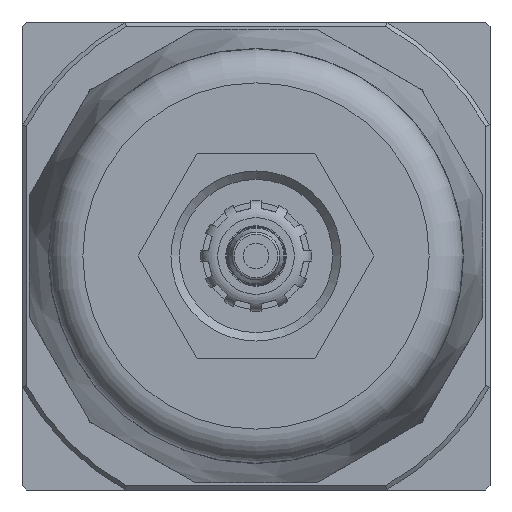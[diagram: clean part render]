
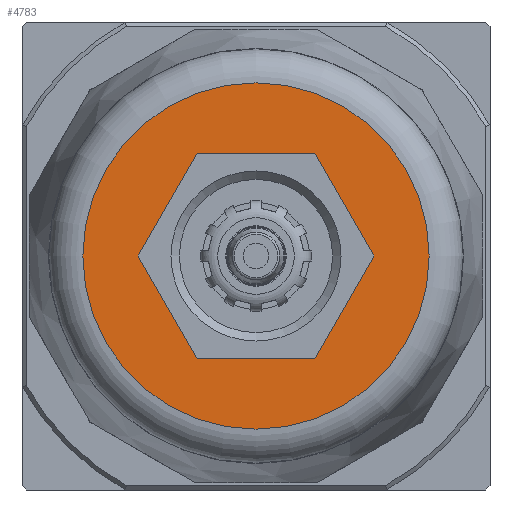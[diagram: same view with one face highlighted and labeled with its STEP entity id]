
A CAD part, front view. The second image highlights one B-rep face of the part: STEP entity #4783.
In plain terms, the highlighted planar face has unit normal (0, -1, 0).
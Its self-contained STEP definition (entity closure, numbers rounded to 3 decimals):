
#146=LINE('',#6933,#412);
#147=LINE('',#6936,#413);
#148=LINE('',#6938,#414);
#149=LINE('',#6940,#415);
#150=LINE('',#6942,#416);
#151=LINE('',#6944,#417);
#412=VECTOR('',#5514,1000.);
#413=VECTOR('',#5515,1000.);
#414=VECTOR('',#5516,1000.);
#415=VECTOR('',#5517,1000.);
#416=VECTOR('',#5518,1000.);
#417=VECTOR('',#5519,1000.);
#652=PLANE('',#5036);
#1065=ORIENTED_EDGE('',*,*,#2098,.T.);
#1066=ORIENTED_EDGE('',*,*,#2099,.T.);
#1067=ORIENTED_EDGE('',*,*,#2100,.T.);
#1068=ORIENTED_EDGE('',*,*,#2101,.T.);
#1069=ORIENTED_EDGE('',*,*,#2102,.T.);
#1070=ORIENTED_EDGE('',*,*,#2103,.T.);
#1071=ORIENTED_EDGE('',*,*,#2104,.T.);
#2098=EDGE_CURVE('',#2615,#2615,#2918,.T.);
#2099=EDGE_CURVE('',#2616,#2617,#146,.T.);
#2100=EDGE_CURVE('',#2617,#2618,#147,.T.);
#2101=EDGE_CURVE('',#2618,#2619,#148,.T.);
#2102=EDGE_CURVE('',#2619,#2620,#149,.T.);
#2103=EDGE_CURVE('',#2620,#2621,#150,.T.);
#2104=EDGE_CURVE('',#2621,#2616,#151,.T.);
#2615=VERTEX_POINT('',#6931);
#2616=VERTEX_POINT('',#6934);
#2617=VERTEX_POINT('',#6935);
#2618=VERTEX_POINT('',#6937);
#2619=VERTEX_POINT('',#6939);
#2620=VERTEX_POINT('',#6941);
#2621=VERTEX_POINT('',#6943);
#2918=CIRCLE('',#5035,20.35);
#3099=EDGE_LOOP('',(#1065));
#3100=EDGE_LOOP('',(#1066,#1067,#1068,#1069,#1070,#1071));
#3379=FACE_BOUND('',#3099,.T.);
#3380=FACE_BOUND('',#3100,.T.);
#4783=ADVANCED_FACE('',(#3379,#3380),#652,.F.);
#5035=AXIS2_PLACEMENT_3D('',#6930,#5510,#5511);
#5036=AXIS2_PLACEMENT_3D('',#6932,#5512,#5513);
#5510=DIRECTION('',(0.,-1.,0.));
#5511=DIRECTION('',(0.,0.,-1.));
#5512=DIRECTION('',(0.,1.,0.));
#5513=DIRECTION('',(0.,0.,1.));
#5514=DIRECTION('',(0.,0.,1.));
#5515=DIRECTION('',(0.866,0.,0.5));
#5516=DIRECTION('',(0.866,0.,-0.5));
#5517=DIRECTION('',(0.,0.,-1.));
#5518=DIRECTION('',(-0.866,0.,-0.5));
#5519=DIRECTION('',(-0.866,0.,0.5));
#6930=CARTESIAN_POINT('',(0.,-145.7,0.));
#6931=CARTESIAN_POINT('',(0.,-145.7,-20.35));
#6932=CARTESIAN_POINT('',(20.35,-145.7,0.));
#6933=CARTESIAN_POINT('',(-12.,-145.7,-6.928));
#6934=CARTESIAN_POINT('',(-12.,-145.7,-6.928));
#6935=CARTESIAN_POINT('',(-12.,-145.7,6.928));
#6936=CARTESIAN_POINT('',(-12.,-145.7,6.928));
#6937=CARTESIAN_POINT('',(0.,-145.7,13.856));
#6938=CARTESIAN_POINT('',(0.,-145.7,13.856));
#6939=CARTESIAN_POINT('',(12.,-145.7,6.928));
#6940=CARTESIAN_POINT('',(12.,-145.7,6.928));
#6941=CARTESIAN_POINT('',(12.,-145.7,-6.928));
#6942=CARTESIAN_POINT('',(12.,-145.7,-6.928));
#6943=CARTESIAN_POINT('',(0.,-145.7,-13.856));
#6944=CARTESIAN_POINT('',(0.,-145.7,-13.856));
